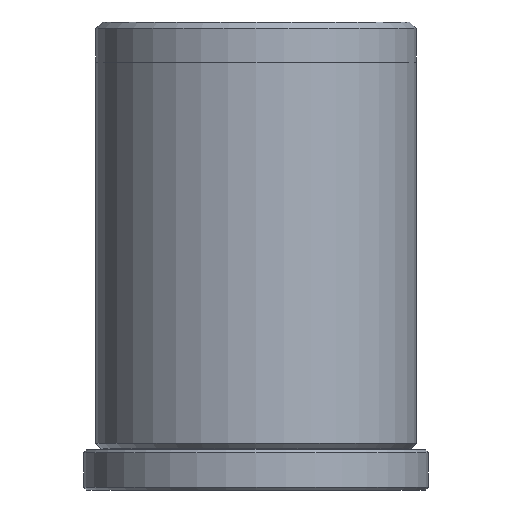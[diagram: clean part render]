
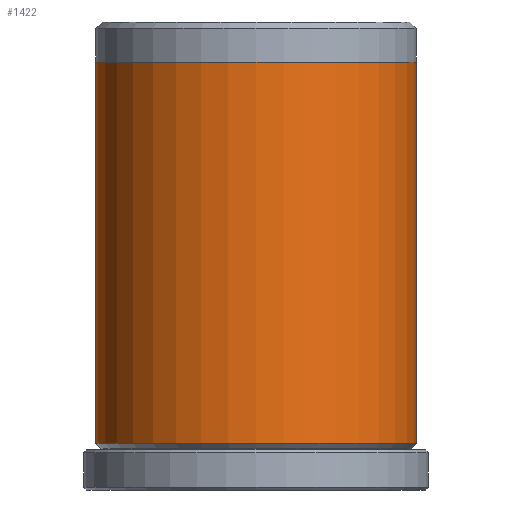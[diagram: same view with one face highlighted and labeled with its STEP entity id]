
A CAD part, front view. The second image highlights one B-rep face of the part: STEP entity #1422.
In plain terms, the highlighted cylindrical face has radius 12 mm (diameter 24 mm), a partial arc.
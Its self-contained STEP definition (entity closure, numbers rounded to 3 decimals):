
#146 = CARTESIAN_POINT ( 'NONE',  ( 0., 0., 35. ) ) ;
#207 = ORIENTED_EDGE ( 'NONE', *, *, #2098, .T. ) ;
#429 = LINE ( 'NONE', #2124, #1360 ) ;
#620 = VECTOR ( 'NONE', #1291, 1000. ) ;
#676 = ORIENTED_EDGE ( 'NONE', *, *, #978, .F. ) ;
#687 = DIRECTION ( 'NONE',  ( 0., 0., -1. ) ) ;
#753 = AXIS2_PLACEMENT_3D ( 'NONE', #1525, #1527, #1529 ) ;
#764 = AXIS2_PLACEMENT_3D ( 'NONE', #146, #687, #2195 ) ;
#776 = CARTESIAN_POINT ( 'NONE',  ( -12., 0., 32. ) ) ;
#805 = CARTESIAN_POINT ( 'NONE',  ( -12., 0., 35. ) ) ;
#814 = VERTEX_POINT ( 'NONE', #1031 ) ;
#844 = CYLINDRICAL_SURFACE ( 'NONE', #764, 12. ) ;
#946 = VERTEX_POINT ( 'NONE', #1477 ) ;
#978 = EDGE_CURVE ( 'NONE', #1567, #1206, #1224, .T. ) ;
#981 = DIRECTION ( 'NONE',  ( -1., 0., 0. ) ) ;
#1031 = CARTESIAN_POINT ( 'NONE',  ( -12., 0., 3.5 ) ) ;
#1123 = LINE ( 'NONE', #805, #620 ) ;
#1156 = EDGE_CURVE ( 'NONE', #1206, #946, #429, .T. ) ;
#1159 = CARTESIAN_POINT ( 'NONE',  ( 0., 0., 3.5 ) ) ;
#1162 = DIRECTION ( 'NONE',  ( 0., 0., -1. ) ) ;
#1175 = EDGE_LOOP ( 'NONE', ( #1176, #676, #207, #2060 ) ) ;
#1176 = ORIENTED_EDGE ( 'NONE', *, *, #1156, .F. ) ;
#1206 = VERTEX_POINT ( 'NONE', #2163 ) ;
#1224 = CIRCLE ( 'NONE', #753, 12. ) ;
#1291 = DIRECTION ( 'NONE',  ( 0., 0., -1. ) ) ;
#1360 = VECTOR ( 'NONE', #2105, 1000. ) ;
#1422 = ADVANCED_FACE ( 'NONE', ( #1872 ), #844, .T. ) ;
#1477 = CARTESIAN_POINT ( 'NONE',  ( 12., 0., 3.5 ) ) ;
#1504 = AXIS2_PLACEMENT_3D ( 'NONE', #1159, #1162, #981 ) ;
#1525 = CARTESIAN_POINT ( 'NONE',  ( 0., 0., 32. ) ) ;
#1527 = DIRECTION ( 'NONE',  ( 0., 0., 1. ) ) ;
#1529 = DIRECTION ( 'NONE',  ( 1., 0., 0. ) ) ;
#1567 = VERTEX_POINT ( 'NONE', #776 ) ;
#1872 = FACE_OUTER_BOUND ( 'NONE', #1175, .T. ) ;
#2056 = EDGE_CURVE ( 'NONE', #946, #814, #2181, .T. ) ;
#2060 = ORIENTED_EDGE ( 'NONE', *, *, #2056, .F. ) ;
#2098 = EDGE_CURVE ( 'NONE', #1567, #814, #1123, .T. ) ;
#2105 = DIRECTION ( 'NONE',  ( 0., 0., -1. ) ) ;
#2124 = CARTESIAN_POINT ( 'NONE',  ( 12., 0., 35. ) ) ;
#2163 = CARTESIAN_POINT ( 'NONE',  ( 12., 0., 32. ) ) ;
#2181 = CIRCLE ( 'NONE', #1504, 12. ) ;
#2195 = DIRECTION ( 'NONE',  ( -1., 0., 0. ) ) ;
